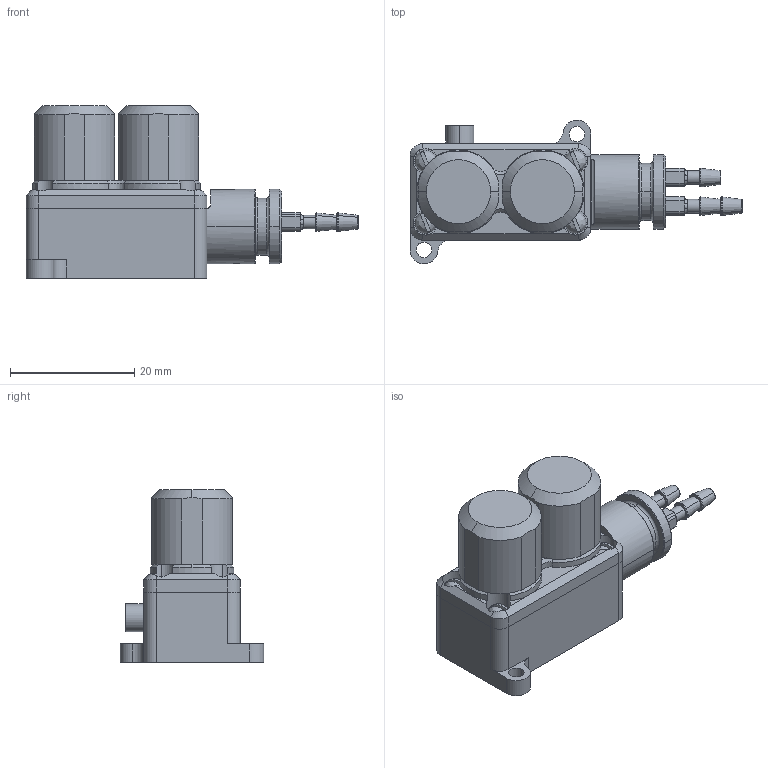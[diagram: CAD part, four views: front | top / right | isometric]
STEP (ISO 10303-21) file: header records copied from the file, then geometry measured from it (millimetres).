
FILE_DESCRIPTION (( 'STEP AP203' ), '1' );
FILE_NAME ('468339.90.345.10.STEP', '2015-03-18T13:49:54', ( 'Dmitriy_K' ), ( '' ), 'SwSTEP 2.0', 'SolidWorks 2015', '' );
FILE_SCHEMA (( 'CONFIG_CONTROL_DESIGN' ));
Length unit declared in the file: millimetre
Products named in the file (10): Çàïîëíèòåëü êîðïóñà_2_01; Êðûøêà ïðîìåæóòî÷íàÿ_2; Êîëáà êðûøêè_3; Âèíò 2-6-Ö-ÎÑÒ1 31529-80_‚¨­â 2-4-–-Ž‘’1 31529-80; 暑朦鲱 箫腩蝽栩咫铄_06-08-14 ; 暑痫篑 镫囹鸰3_03; 468339.90.345.10; âòóëêà ïîä ïðîâîäà_2; 欙鼭歑_2_00; 欙鼭歑_2_01
Assembly tree (14 placements, depth 2):
  468339.90.345.10
    暑痫篑 镫囹鸰3_03
    âòóëêà ïîä ïðîâîäà_2
    欙鼭歑_2_00
    欙鼭歑_2_01
    Çàïîëíèòåëü êîðïóñà_2_01
    Êðûøêà ïðîìåæóòî÷íàÿ_2
    Êîëáà êðûøêè_3  x2
    Âèíò 2-6-Ö-ÎÑÒ1 31529-80_‚¨­â 2-4-–-Ž‘’1 31529-80  x4
    暑朦鲱 箫腩蝽栩咫铄_06-08-14   x2
Bounding box: 53.4 x 23.09 x 27.8 mm (x, y, z)
Volume: 9285.4 mm3; surface area: 10639.2 mm2
Topology: 14 solids, 14 shells, 499 faces, 1241 edges, 781 vertices
Faces by surface type: cylinder 208, plane 168, cone 59, torus 48, bspline 16
Entity records: 14779 total; most frequent: CARTESIAN_POINT 2929, DIRECTION 2399, ORIENTED_EDGE 2162, EDGE_CURVE 1081, AXIS2_PLACEMENT_3D 953, VERTEX_POINT 687, CIRCLE 521, LINE 493
